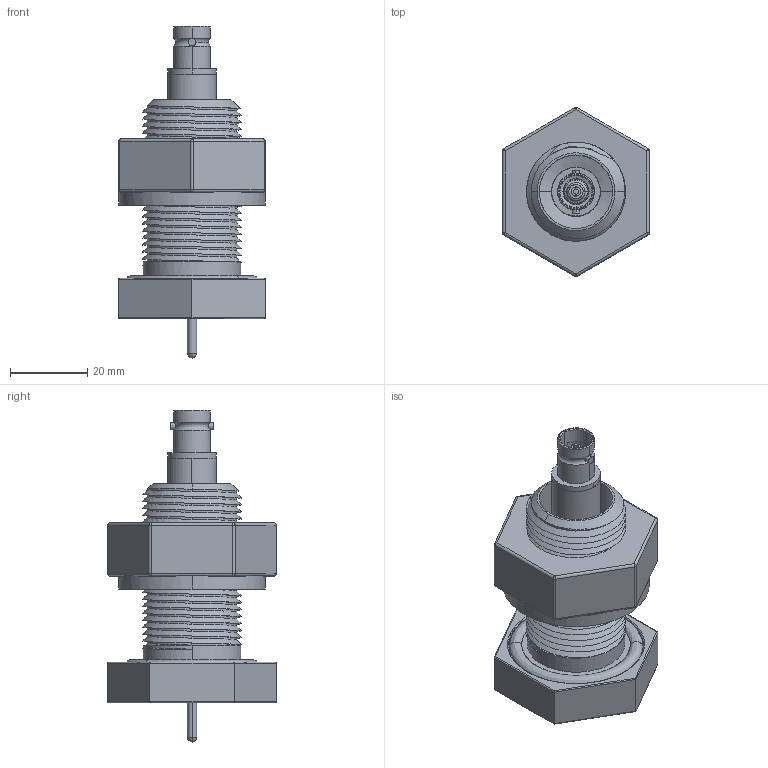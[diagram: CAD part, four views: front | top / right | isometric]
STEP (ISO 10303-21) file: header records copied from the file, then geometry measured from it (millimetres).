
FILE_DESCRIPTION (( 'STEP AP203' ), '1' );
FILE_NAME ('A0482-2-BP.STEP', '2012-03-27T13:10:07', ( '' ), ( '' ), 'SwSTEP 2.0', 'SolidWorks 2011', '' );
FILE_SCHEMA (( 'CONFIG_CONTROL_DESIGN' ));
Length unit declared in the file: inch
Products named in the file (1): A0482-2-BP
Bounding box: 38.1 x 43.99 x 86.16 mm (x, y, z)
Volume: 36587.6 mm3; surface area: 24879.7 mm2
Topology: 1 solids, 3 shells, 330 faces, 898 edges, 580 vertices
Faces by surface type: cylinder 149, cone 86, plane 56, bspline 22, torus 15, sphere 2
Entity records: 22300 total; most frequent: CARTESIAN_POINT 14733, ORIENTED_EDGE 1772, DIRECTION 1257, EDGE_CURVE 886, VERTEX_POINT 578, AXIS2_PLACEMENT_3D 492, B_SPLINE_CURVE_WITH_KNOTS 424, EDGE_LOOP 352
